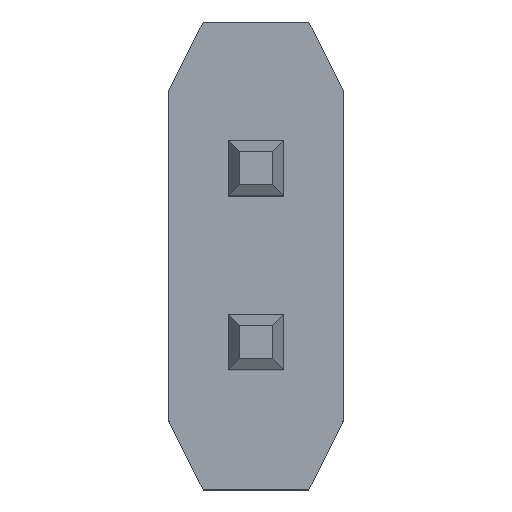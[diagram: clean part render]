
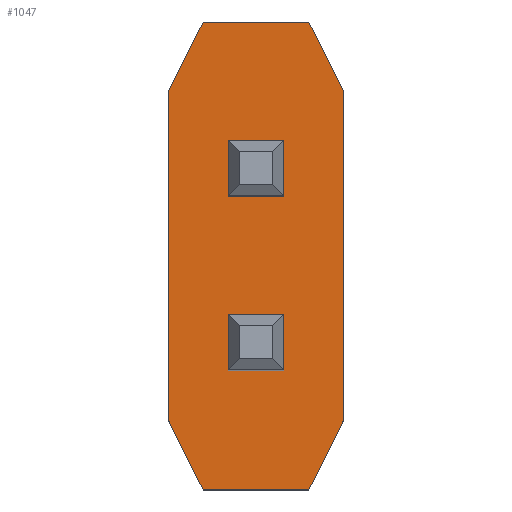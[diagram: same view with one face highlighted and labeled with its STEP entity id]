
A CAD part, top view. The second image highlights one B-rep face of the part: STEP entity #1047.
In plain terms, the highlighted planar face has unit normal (0, 0, 1).
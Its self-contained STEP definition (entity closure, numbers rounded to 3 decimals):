
#1 = DIRECTION ( 'NONE',  ( 0., 1., 0. ) ) ;
#4 = VERTEX_POINT ( 'NONE', #266 ) ;
#9 = CARTESIAN_POINT ( 'NONE',  ( -7.62, 0., 1. ) ) ;
#22 = DIRECTION ( 'NONE',  ( -1., 0., 0. ) ) ;
#30 = CARTESIAN_POINT ( 'NONE',  ( -8.89, -1.2, 1. ) ) ;
#35 = CARTESIAN_POINT ( 'NONE',  ( -8.64, 1.7, 1. ) ) ;
#40 = LINE ( 'NONE', #120, #396 ) ;
#50 = CARTESIAN_POINT ( 'NONE',  ( -8.455, 0.835, 1. ) ) ;
#60 = CARTESIAN_POINT ( 'NONE',  ( -7.87, -1.7, 1. ) ) ;
#64 = ORIENTED_EDGE ( 'NONE', *, *, #481, .F. ) ;
#74 = EDGE_CURVE ( 'NONE', #164, #1100, #353, .T. ) ;
#87 = EDGE_CURVE ( 'NONE', #625, #1062, #401, .T. ) ;
#94 = CARTESIAN_POINT ( 'NONE',  ( -8.89, 1.7, 1. ) ) ;
#116 = LINE ( 'NONE', #9, #276 ) ;
#120 = CARTESIAN_POINT ( 'NONE',  ( -8.455, -0.435, 1. ) ) ;
#123 = FACE_OUTER_BOUND ( 'NONE', #770, .T. ) ;
#164 = VERTEX_POINT ( 'NONE', #589 ) ;
#169 = EDGE_CURVE ( 'NONE', #761, #1034, #116, .T. ) ;
#170 = ORIENTED_EDGE ( 'NONE', *, *, #842, .F. ) ;
#201 = ORIENTED_EDGE ( 'NONE', *, *, #74, .F. ) ;
#209 = DIRECTION ( 'NONE',  ( 0.447, -0.894, 0. ) ) ;
#214 = EDGE_CURVE ( 'NONE', #625, #291, #1103, .T. ) ;
#266 = CARTESIAN_POINT ( 'NONE',  ( -8.055, 0.835, 1. ) ) ;
#267 = EDGE_LOOP ( 'NONE', ( #170, #490, #679, #392 ) ) ;
#271 = EDGE_CURVE ( 'NONE', #1095, #1062, #1007, .T. ) ;
#274 = CARTESIAN_POINT ( 'NONE',  ( -8.455, -0.435, 1. ) ) ;
#275 = VECTOR ( 'NONE', #209, 1000. ) ;
#276 = VECTOR ( 'NONE', #1, 1000. ) ;
#291 = VERTEX_POINT ( 'NONE', #533 ) ;
#303 = CARTESIAN_POINT ( 'NONE',  ( -8.89, 1.2, 1. ) ) ;
#311 = CARTESIAN_POINT ( 'NONE',  ( -8.89, -1.7, 1. ) ) ;
#335 = DIRECTION ( 'NONE',  ( -0.447, -0.894, 0. ) ) ;
#353 = LINE ( 'NONE', #472, #416 ) ;
#361 = VERTEX_POINT ( 'NONE', #860 ) ;
#367 = CARTESIAN_POINT ( 'NONE',  ( -8.455, 0.435, 1. ) ) ;
#375 = DIRECTION ( 'NONE',  ( 1., 0., 0. ) ) ;
#387 = DIRECTION ( 'NONE',  ( 0., 1., 0. ) ) ;
#390 = CARTESIAN_POINT ( 'NONE',  ( -7.62, 1.2, 1. ) ) ;
#392 = ORIENTED_EDGE ( 'NONE', *, *, #923, .F. ) ;
#396 = VECTOR ( 'NONE', #511, 1000. ) ;
#397 = VECTOR ( 'NONE', #375, 1000. ) ;
#401 = LINE ( 'NONE', #311, #1061 ) ;
#403 = FACE_BOUND ( 'NONE', #267, .T. ) ;
#414 = CARTESIAN_POINT ( 'NONE',  ( -8.055, -0.435, 1. ) ) ;
#416 = VECTOR ( 'NONE', #749, 1000. ) ;
#425 = EDGE_CURVE ( 'NONE', #1095, #887, #959, .T. ) ;
#430 = DIRECTION ( 'NONE',  ( 0., 0., -1. ) ) ;
#452 = ORIENTED_EDGE ( 'NONE', *, *, #425, .T. ) ;
#460 = VECTOR ( 'NONE', #634, 1000. ) ;
#472 = CARTESIAN_POINT ( 'NONE',  ( -8.455, -0.835, 1. ) ) ;
#481 = EDGE_CURVE ( 'NONE', #636, #164, #1152, .T. ) ;
#490 = ORIENTED_EDGE ( 'NONE', *, *, #1277, .F. ) ;
#495 = VERTEX_POINT ( 'NONE', #1086 ) ;
#496 = EDGE_CURVE ( 'NONE', #361, #1034, #1072, .T. ) ;
#508 = PLANE ( 'NONE',  #1120 ) ;
#511 = DIRECTION ( 'NONE',  ( -1., 0., 0. ) ) ;
#520 = CARTESIAN_POINT ( 'NONE',  ( -7.62, -1.2, 1. ) ) ;
#528 = VERTEX_POINT ( 'NONE', #701 ) ;
#533 = CARTESIAN_POINT ( 'NONE',  ( -8.64, 1.7, 1. ) ) ;
#538 = CARTESIAN_POINT ( 'NONE',  ( -8.455, -0.435, 1. ) ) ;
#554 = CARTESIAN_POINT ( 'NONE',  ( -8.89, -1.7, 1. ) ) ;
#576 = LINE ( 'NONE', #1286, #1227 ) ;
#586 = ORIENTED_EDGE ( 'NONE', *, *, #271, .F. ) ;
#589 = CARTESIAN_POINT ( 'NONE',  ( -8.455, -0.835, 1. ) ) ;
#590 = EDGE_CURVE ( 'NONE', #4, #1232, #576, .T. ) ;
#621 = EDGE_CURVE ( 'NONE', #361, #291, #975, .T. ) ;
#625 = VERTEX_POINT ( 'NONE', #303 ) ;
#634 = DIRECTION ( 'NONE',  ( 0.447, 0.894, 0. ) ) ;
#636 = VERTEX_POINT ( 'NONE', #538 ) ;
#657 = DIRECTION ( 'NONE',  ( 1., 0., 0. ) ) ;
#663 = VECTOR ( 'NONE', #657, 1000. ) ;
#667 = ORIENTED_EDGE ( 'NONE', *, *, #496, .F. ) ;
#668 = LINE ( 'NONE', #1276, #889 ) ;
#677 = DIRECTION ( 'NONE',  ( -1., 0., 0. ) ) ;
#679 = ORIENTED_EDGE ( 'NONE', *, *, #590, .F. ) ;
#693 = VECTOR ( 'NONE', #335, 1000. ) ;
#697 = DIRECTION ( 'NONE',  ( 0., -1., 0. ) ) ;
#701 = CARTESIAN_POINT ( 'NONE',  ( -8.055, -0.435, 1. ) ) ;
#704 = VECTOR ( 'NONE', #823, 1000. ) ;
#716 = EDGE_CURVE ( 'NONE', #528, #636, #40, .T. ) ;
#733 = ORIENTED_EDGE ( 'NONE', *, *, #87, .T. ) ;
#749 = DIRECTION ( 'NONE',  ( 1., 0., 0. ) ) ;
#761 = VERTEX_POINT ( 'NONE', #955 ) ;
#770 = EDGE_LOOP ( 'NONE', ( #1133, #1085, #667, #1021, #1213, #733, #586, #452 ) ) ;
#776 = VERTEX_POINT ( 'NONE', #937 ) ;
#811 = DIRECTION ( 'NONE',  ( 0., 1., 0. ) ) ;
#813 = VECTOR ( 'NONE', #1208, 1000. ) ;
#823 = DIRECTION ( 'NONE',  ( -0.447, 0.894, 0. ) ) ;
#834 = ORIENTED_EDGE ( 'NONE', *, *, #716, .F. ) ;
#842 = EDGE_CURVE ( 'NONE', #776, #495, #1262, .T. ) ;
#860 = CARTESIAN_POINT ( 'NONE',  ( -7.87, 1.7, 1. ) ) ;
#887 = VERTEX_POINT ( 'NONE', #60 ) ;
#889 = VECTOR ( 'NONE', #387, 1000. ) ;
#899 = CARTESIAN_POINT ( 'NONE',  ( -8.055, -0.835, 1. ) ) ;
#900 = CARTESIAN_POINT ( 'NONE',  ( -8.455, 0.835, 1. ) ) ;
#905 = LINE ( 'NONE', #414, #1044 ) ;
#913 = FACE_BOUND ( 'NONE', #1275, .T. ) ;
#923 = EDGE_CURVE ( 'NONE', #495, #4, #668, .T. ) ;
#933 = VECTOR ( 'NONE', #697, 1000. ) ;
#937 = CARTESIAN_POINT ( 'NONE',  ( -8.455, 0.435, 1. ) ) ;
#948 = ORIENTED_EDGE ( 'NONE', *, *, #1156, .F. ) ;
#955 = CARTESIAN_POINT ( 'NONE',  ( -7.62, -1.2, 1. ) ) ;
#959 = LINE ( 'NONE', #554, #397 ) ;
#968 = DIRECTION ( 'NONE',  ( -1., 0., 0. ) ) ;
#975 = LINE ( 'NONE', #94, #1115 ) ;
#1007 = LINE ( 'NONE', #1131, #704 ) ;
#1021 = ORIENTED_EDGE ( 'NONE', *, *, #621, .T. ) ;
#1034 = VERTEX_POINT ( 'NONE', #1172 ) ;
#1044 = VECTOR ( 'NONE', #811, 1000. ) ;
#1047 = ADVANCED_FACE ( 'NONE', ( #913, #403, #123 ), #508, .F. ) ;
#1061 = VECTOR ( 'NONE', #1081, 1000. ) ;
#1062 = VERTEX_POINT ( 'NONE', #30 ) ;
#1072 = LINE ( 'NONE', #390, #275 ) ;
#1081 = DIRECTION ( 'NONE',  ( 0., -1., 0. ) ) ;
#1085 = ORIENTED_EDGE ( 'NONE', *, *, #169, .T. ) ;
#1086 = CARTESIAN_POINT ( 'NONE',  ( -8.055, 0.435, 1. ) ) ;
#1095 = VERTEX_POINT ( 'NONE', #1214 ) ;
#1100 = VERTEX_POINT ( 'NONE', #899 ) ;
#1102 = EDGE_CURVE ( 'NONE', #761, #887, #1111, .T. ) ;
#1103 = LINE ( 'NONE', #35, #460 ) ;
#1111 = LINE ( 'NONE', #520, #693 ) ;
#1115 = VECTOR ( 'NONE', #968, 1000. ) ;
#1120 = AXIS2_PLACEMENT_3D ( 'NONE', #1193, #430, #22 ) ;
#1131 = CARTESIAN_POINT ( 'NONE',  ( -8.64, -1.7, 1. ) ) ;
#1133 = ORIENTED_EDGE ( 'NONE', *, *, #1102, .F. ) ;
#1152 = LINE ( 'NONE', #274, #933 ) ;
#1156 = EDGE_CURVE ( 'NONE', #1100, #528, #905, .T. ) ;
#1169 = LINE ( 'NONE', #900, #813 ) ;
#1172 = CARTESIAN_POINT ( 'NONE',  ( -7.62, 1.2, 1. ) ) ;
#1193 = CARTESIAN_POINT ( 'NONE',  ( 0., 0., 1. ) ) ;
#1208 = DIRECTION ( 'NONE',  ( 0., -1., 0. ) ) ;
#1213 = ORIENTED_EDGE ( 'NONE', *, *, #214, .F. ) ;
#1214 = CARTESIAN_POINT ( 'NONE',  ( -8.64, -1.7, 1. ) ) ;
#1227 = VECTOR ( 'NONE', #677, 1000. ) ;
#1232 = VERTEX_POINT ( 'NONE', #50 ) ;
#1262 = LINE ( 'NONE', #367, #663 ) ;
#1275 = EDGE_LOOP ( 'NONE', ( #201, #64, #834, #948 ) ) ;
#1276 = CARTESIAN_POINT ( 'NONE',  ( -8.055, 0.835, 1. ) ) ;
#1277 = EDGE_CURVE ( 'NONE', #1232, #776, #1169, .T. ) ;
#1286 = CARTESIAN_POINT ( 'NONE',  ( -8.455, 0.835, 1. ) ) ;
